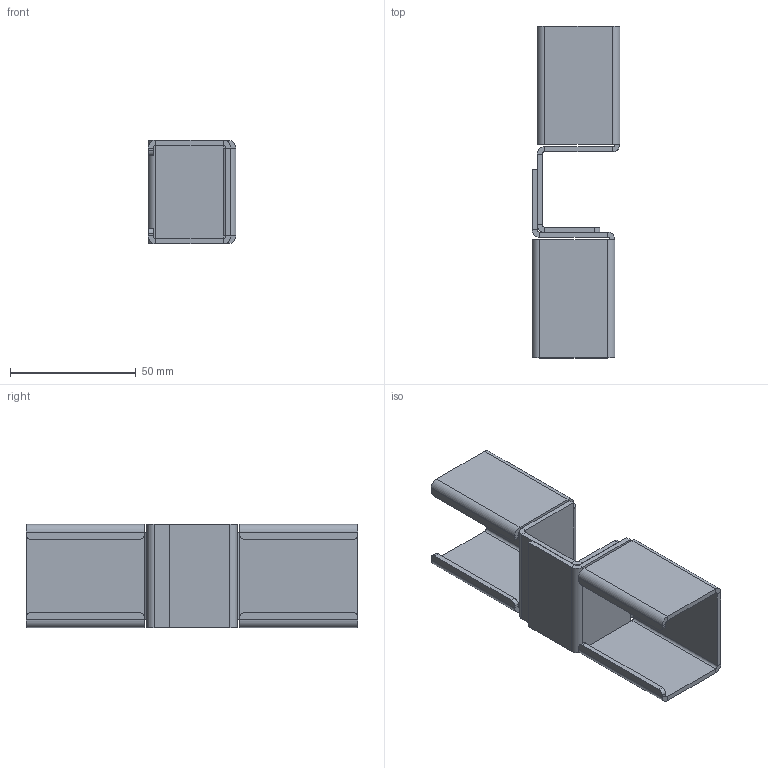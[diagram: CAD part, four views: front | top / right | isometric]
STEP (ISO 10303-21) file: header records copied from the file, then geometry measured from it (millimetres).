
FILE_DESCRIPTION(/* description */ (''),/* implementation_level */ '2;1');
FILE_NAME(/* name */ '350023.stp',/* time_stamp */ '2019-04-13T13:16:06+02:00',/* author */ ('Swarna'),/* organization */ ('Alutec K&K'),/* preprocessor_version */ 'ST-DEVELOPER v17',/* originating_system */ 'Autodesk Inventor 2018',/* authorisation */ '');
FILE_SCHEMA (('AUTOMOTIVE_DESIGN { 1 0 10303 214 3 1 1 }'));
Length unit declared in the file: millimetre
Products named in the file (3): 4721-154-350023; 4721-154-350023-02; 4721-154-350023-01
Assembly tree (2 placements, depth 2):
  4721-154-350023
    4721-154-350023-02
    4721-154-350023-01
Bounding box: 35 x 132 x 41 mm (x, y, z)
Volume: 31904.5 mm3; surface area: 33762.1 mm2
Topology: 2 solids, 2 shells, 131 faces, 279 edges, 152 vertices
Faces by surface type: plane 94, cylinder 37
Full cylindrical faces by diameter (mm): 2.459 x1
Entity records: 3517 total; most frequent: DIRECTION 629, CARTESIAN_POINT 568, ORIENTED_EDGE 558, EDGE_CURVE 279, AXIS2_PLACEMENT_3D 213, LINE 203, VECTOR 203, VERTEX_POINT 152
